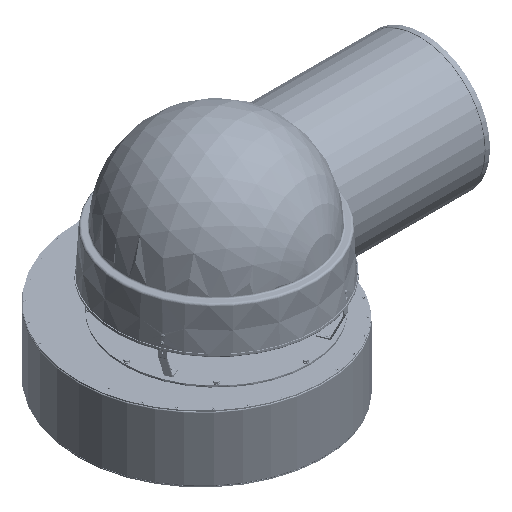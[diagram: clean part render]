
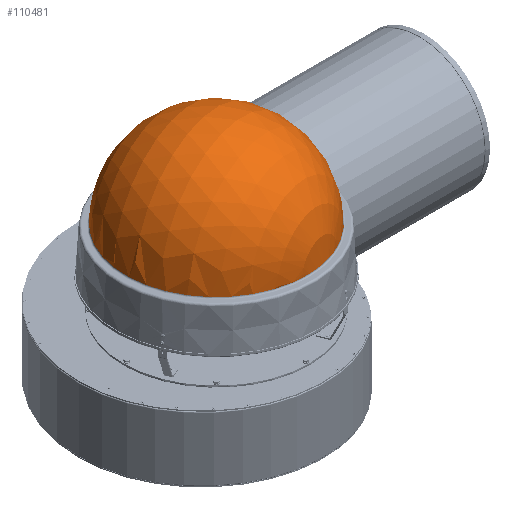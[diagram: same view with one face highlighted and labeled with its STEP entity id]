
A CAD part, isometric view. The second image highlights one B-rep face of the part: STEP entity #110481.
In plain terms, the highlighted spherical face has radius 210 mm.
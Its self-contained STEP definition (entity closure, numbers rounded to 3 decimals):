
#505=SPHERICAL_SURFACE('',#117304,210.);
#27175=FACE_OUTER_BOUND('',#33693,.T.);
#33693=EDGE_LOOP('',(#72479));
#41416=CIRCLE('',#117302,209.979);
#45890=VERTEX_POINT('',#156563);
#56303=EDGE_CURVE('',#45890,#45890,#41416,.T.);
#72479=ORIENTED_EDGE('',*,*,#56303,.T.);
#110481=ADVANCED_FACE('',(#27175),#505,.T.);
#117302=AXIS2_PLACEMENT_3D('',#156564,#127833,#127834);
#117304=AXIS2_PLACEMENT_3D('',#156566,#127837,#127838);
#127833=DIRECTION('center_axis',(0.,0.,
1.));
#127834=DIRECTION('ref_axis',(-0.979,-0.204,0.));
#127837=DIRECTION('center_axis',(0.204,-0.979,0.));
#127838=DIRECTION('ref_axis',(0.979,0.204,0.));
#156563=CARTESIAN_POINT('',(-42.844,205.562,180.958));
#156564=CARTESIAN_POINT('Origin',(0.,0.,
180.958));
#156566=CARTESIAN_POINT('Origin',(0.,0.,
178.));
